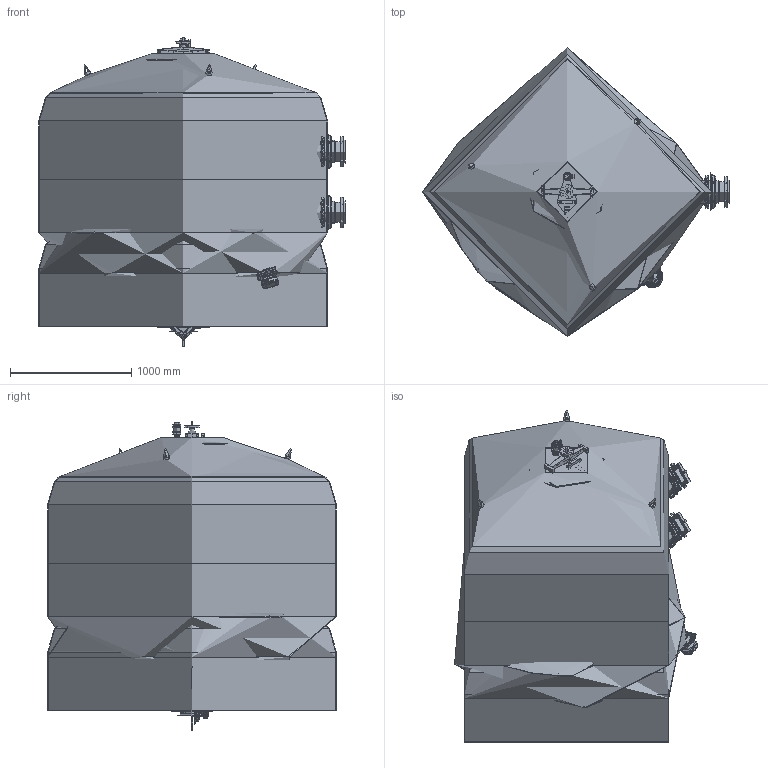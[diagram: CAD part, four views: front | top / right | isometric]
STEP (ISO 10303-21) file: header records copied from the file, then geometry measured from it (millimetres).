
FILE_DESCRIPTION( ( '' ), '1' );
FILE_NAME( '170705 HCFF2351402WVA (VFSCN223514H).stp', '2017-07-26T06:25:02', ( 'Fiberpool Internacional' ), ( 'Fiberpool Internacional' ), 'PSStep 14.0', 'SolidEdgeST3', ' ' );
FILE_SCHEMA( ( 'AUTOMOTIVE_DESIGN { 1 0 10303 214 1 1 1 1 }' ) );
Length unit declared in the file: millimetre
Products named in the file (51): Tapa oval filtro industrial completa 2,5 BARS-oa6; TAPON NETVITC Ø 90 C-B (CON TORNILLERIA INOX 316); Desaigua filtre industrial 1pols-oa9; Brida Netvitc System Ø90; Junta Netvitc System Ø90 EPDM con anillo acero A-4; Sortida tornillos d-140 2350-2500-oa15; Assem1; Válvula de bola 32-1pols; Sortida Descarga arena Ø90 2010 2350-3000-oa8; Sortida tornillos d-140 2350-2500-oa17; filtre 2350 FB HAY 170705-oa13; Base tapa ovalada filtro 2,5 BARS-oa3; ½ Brida Netvitc System Ø90; Screw_DIN_912_M8x40_v8.00; Nut_DIN_934_M8_v8.00; Junta Netvitc System Ø90 EPDM; Anillo Acero A-4 Netvitc System Ø90; cos válvula 32-1pols; manguito valvula bola 32-1pols; femella valvula 32-1pols; maneta válvula 32-1pols; Tapon Netvitc System Ø90; Portabrida Netvitc System Ø90 PVC; Volante filtro-oa4; Varilla Roscada M-14x165mm Inox 304; TUERCA INFERIOR SUJ_JUNTA TAP_OV; JUNTA TOR.22,00x4,00 NBR-70; TUERCA SUPERIOR SUJ_JUNTA TAP_OV; Base tapa ovalada filtro 2,5 BAR Act-oa2; CUERPO BRIDA DE TORNILLOS D-90 Rev140124; Bolt_DIN_580_M24_v8.00; CUERPO BRIDA DE TORNILLOS D-160; Tubo Ø90 L= 100mm; Embellecedor d-90; ; Maneta tapa filtro; Puente; Machon doble rosca 1pols; Arandela M10; Femella M10 ...
Bounding box: 2525.5 x 2380 x 2545.5 mm (x, y, z)
Volume: 520073704.8 mm3; surface area: 143954665.6 mm2
Topology: 246 solids, 246 shells, 6922 faces, 16846 edges, 10728 vertices
Faces by surface type: plane 3792, cylinder 2011, cone 476, bspline 345, torus 253, sphere 29, offset 10, extrusion 6
Full cylindrical faces by diameter (mm): 4 x48, 6 x45, 6.466 x11, 6.647 x11, 8 x30, 10 x30, 10.106 x10, 11.75 x3, 11.835 x5, 13 x19, 14 x27, 14.5 x5, 15.5 x4, 16 x4, 17 x40, 19.6 x7, 20 x9, 21 x4, 22 x5, 23 x4, 23.5 x8, 24 x12, 25 x15, 26 x16, 29 x5, 29.5 x5, 29.605 x8, 30 x15, 32 x23, 33 x3
Entity records: 78823 total; most frequent: CARTESIAN_POINT 44839, DIRECTION 5220, ORIENTED_EDGE 4720, EDGE_CURVE 2360, AXIS2_PLACEMENT_3D 2041, VERTEX_POINT 1611, EDGE_LOOP 1511, FACE_OUTER_BOUND 1284
